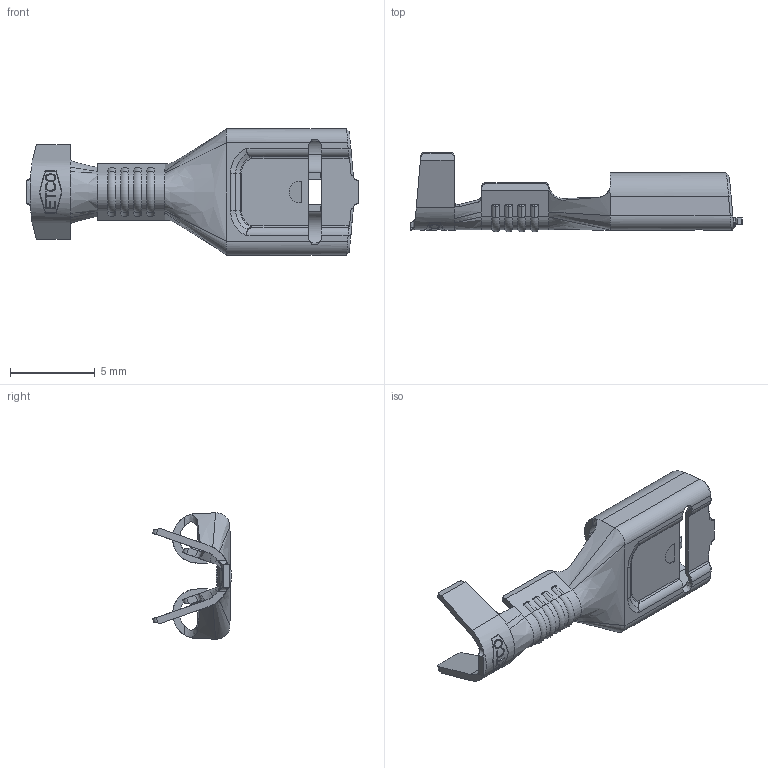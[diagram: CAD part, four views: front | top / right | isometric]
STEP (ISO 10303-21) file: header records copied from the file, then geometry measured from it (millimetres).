
FILE_DESCRIPTION (( 'STEP AP203' ), '1' );
FILE_NAME ('07615.STEP', '2015-01-28T18:40:33', ( '' ), ( '' ), 'SwSTEP 2.0', 'SolidWorks 2014', '' );
FILE_SCHEMA (( 'CONFIG_CONTROL_DESIGN' ));
Length unit declared in the file: inch
Products named in the file (1): 07615
Bounding box: 19.56 x 4.67 x 7.44 mm (x, y, z)
Volume: 84.9 mm3; surface area: 475.5 mm2
Topology: 1 solids, 3 shells, 396 faces, 964 edges, 572 vertices
Faces by surface type: plane 175, bspline 99, cylinder 76, torus 22, cone 20, sphere 4
Entity records: 14627 total; most frequent: CARTESIAN_POINT 6112, ORIENTED_EDGE 1912, DIRECTION 1500, EDGE_CURVE 956, VERTEX_POINT 572, LINE 516, VECTOR 516, AXIS2_PLACEMENT_3D 492
